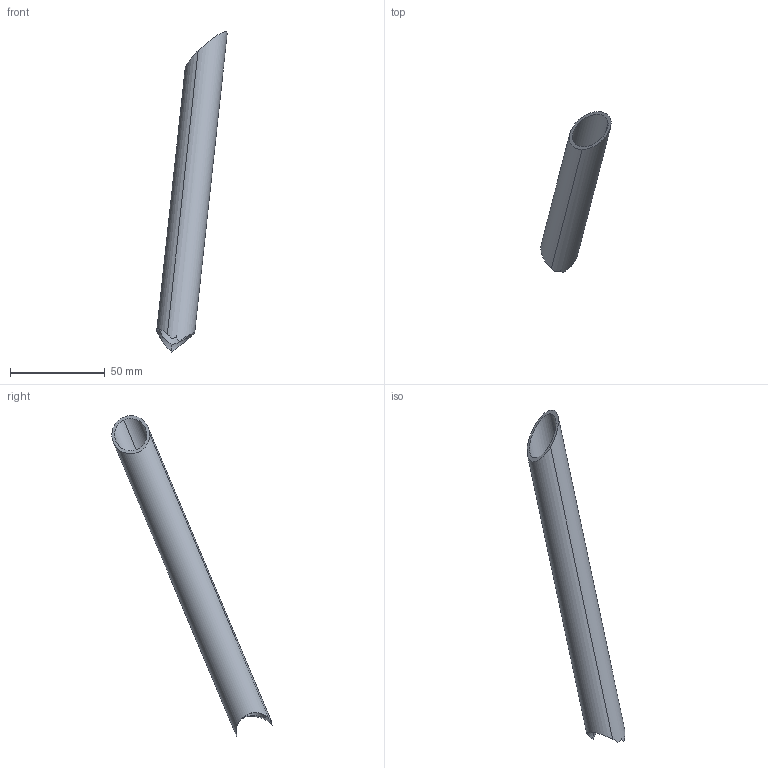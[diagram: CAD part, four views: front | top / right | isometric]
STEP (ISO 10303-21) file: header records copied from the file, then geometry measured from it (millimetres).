
FILE_DESCRIPTION(('STEP AP214'),'1');
FILE_NAME('43.stp','2018-12-06T17:13:43',(' '),(' '),'Spatial InterOp 3D',' ',' ');
FILE_SCHEMA(('automotive_design'));
Length unit declared in the file: metre
Products named in the file (1): Corps1
Bounding box: 37.1 x 84.55 x 168.91 mm (x, y, z)
Surface area: 19319 mm2 (no closed solid volume)
Topology: 0 solids, 9 shells, 9 faces, 56 edges, 56 vertices
Faces by surface type: cylinder 8, plane 1
Entity records: 1165 total; most frequent: CARTESIAN_POINT 664, DIRECTION 88, ORIENTED_EDGE 56, EDGE_CURVE 56, VERTEX_POINT 56, AXIS2_PLACEMENT_3D 38, ELLIPSE 28, B_SPLINE_CURVE_WITH_KNOTS 16
